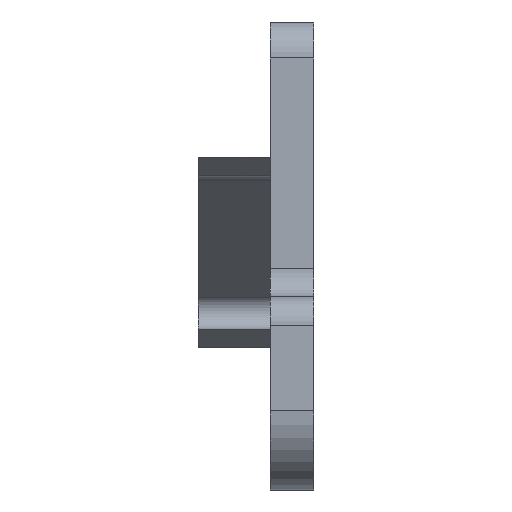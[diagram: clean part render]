
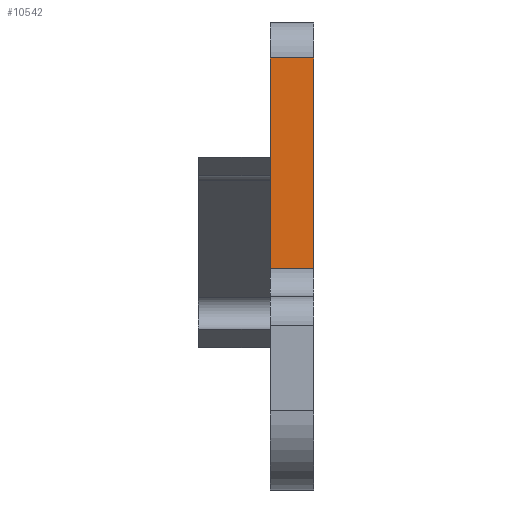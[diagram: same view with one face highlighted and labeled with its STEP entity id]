
A CAD part, left-side view. The second image highlights one B-rep face of the part: STEP entity #10542.
In plain terms, the highlighted planar face has unit normal (-1, 0, 0).
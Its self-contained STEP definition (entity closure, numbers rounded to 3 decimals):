
#163 = FACE_OUTER_BOUND ( 'NONE', #10084, .T. ) ;
#582 = VERTEX_POINT ( 'NONE', #9331 ) ;
#622 = EDGE_CURVE ( 'NONE', #3952, #9788, #8822, .T. ) ;
#652 = CARTESIAN_POINT ( 'NONE',  ( -380.5, 0., 13.75 ) ) ;
#907 = EDGE_CURVE ( 'NONE', #10104, #9788, #1523, .T. ) ;
#1336 = DIRECTION ( 'NONE',  ( 1., 0., 0. ) ) ;
#1375 = ORIENTED_EDGE ( 'NONE', *, *, #6840, .T. ) ;
#1523 = LINE ( 'NONE', #10850, #4394 ) ;
#1717 = EDGE_CURVE ( 'NONE', #3952, #582, #2209, .T. ) ;
#1860 = CARTESIAN_POINT ( 'NONE',  ( -380.5, 6., -15.425 ) ) ;
#1919 = CARTESIAN_POINT ( 'NONE',  ( -380.5, 0., 18.75 ) ) ;
#2006 = ORIENTED_EDGE ( 'NONE', *, *, #622, .F. ) ;
#2209 = LINE ( 'NONE', #5648, #6836 ) ;
#2237 = CARTESIAN_POINT ( 'NONE',  ( -380.5, 0., 18.75 ) ) ;
#2476 = VECTOR ( 'NONE', #6100, 1000. ) ;
#2908 = VECTOR ( 'NONE', #3031, 1000. ) ;
#3031 = DIRECTION ( 'NONE',  ( 0., 0., -1. ) ) ;
#3952 = VERTEX_POINT ( 'NONE', #652 ) ;
#4394 = VECTOR ( 'NONE', #4856, 1000. ) ;
#4812 = DIRECTION ( 'NONE',  ( 0., 1., 0. ) ) ;
#4856 = DIRECTION ( 'NONE',  ( 0., -1., 0. ) ) ;
#5648 = CARTESIAN_POINT ( 'NONE',  ( -380.5, 0., 13.75 ) ) ;
#5798 = DIRECTION ( 'NONE',  ( 0., 0., -1. ) ) ;
#6100 = DIRECTION ( 'NONE',  ( 0., 0., -1. ) ) ;
#6350 = CARTESIAN_POINT ( 'NONE',  ( -380.5, 6., 18.75 ) ) ;
#6836 = VECTOR ( 'NONE', #4812, 1000. ) ;
#6840 = EDGE_CURVE ( 'NONE', #582, #10104, #7314, .T. ) ;
#7314 = LINE ( 'NONE', #6350, #2908 ) ;
#7597 = ORIENTED_EDGE ( 'NONE', *, *, #1717, .T. ) ;
#8167 = PLANE ( 'NONE',  #9025 ) ;
#8822 = LINE ( 'NONE', #1919, #2476 ) ;
#9025 = AXIS2_PLACEMENT_3D ( 'NONE', #2237, #1336, #5798 ) ;
#9273 = ORIENTED_EDGE ( 'NONE', *, *, #907, .T. ) ;
#9331 = CARTESIAN_POINT ( 'NONE',  ( -380.5, 6., 13.75 ) ) ;
#9788 = VERTEX_POINT ( 'NONE', #10178 ) ;
#10084 = EDGE_LOOP ( 'NONE', ( #1375, #9273, #2006, #7597 ) ) ;
#10104 = VERTEX_POINT ( 'NONE', #1860 ) ;
#10178 = CARTESIAN_POINT ( 'NONE',  ( -380.5, 0., -15.425 ) ) ;
#10542 = ADVANCED_FACE ( 'NONE', ( #163 ), #8167, .F. ) ;
#10850 = CARTESIAN_POINT ( 'NONE',  ( -380.5, 0., -15.425 ) ) ;
